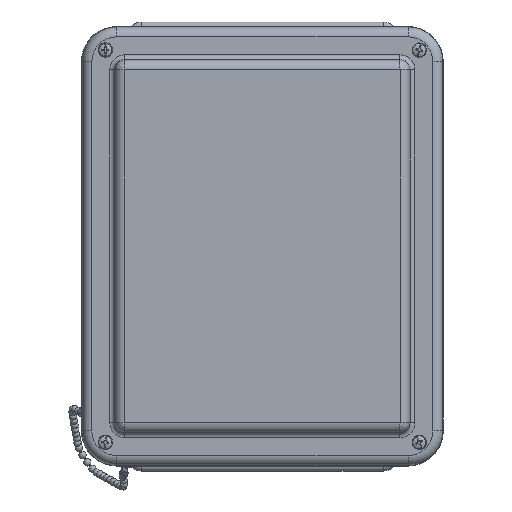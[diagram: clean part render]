
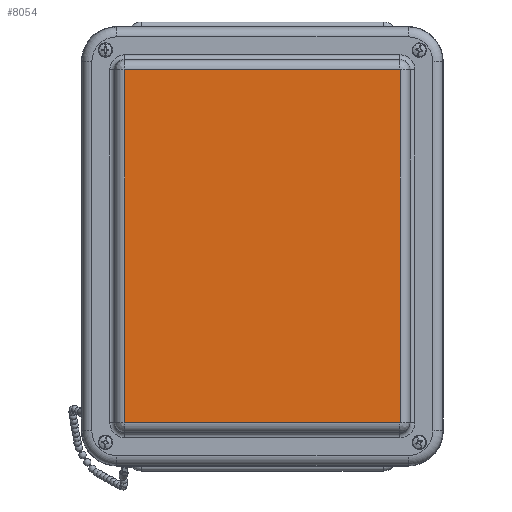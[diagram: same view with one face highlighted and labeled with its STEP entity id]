
A CAD part, top view. The second image highlights one B-rep face of the part: STEP entity #8054.
In plain terms, the highlighted planar face has unit normal (0, 0, 1).
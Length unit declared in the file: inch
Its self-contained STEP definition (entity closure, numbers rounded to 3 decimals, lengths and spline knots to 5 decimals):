
#656=LINE($,#15002,#1020);
#659=LINE($,#15009,#1023);
#660=LINE($,#15042,#1024);
#663=LINE($,#15049,#1027);
#1020=VECTOR($,#10964,9.137);
#1023=VECTOR($,#10971,7.125);
#1024=VECTOR($,#10988,7.125);
#1027=VECTOR($,#10995,9.137);
#1242=PLANE($,#9002);
#2056=FACE_OUTER_BOUND($,#2681,.T.);
#2681=EDGE_LOOP($,(#6681,#6682,#6683,#6684,#6685,#6686,#6687,#6688));
#3395=CIRCLE($,#8977,0.00433);
#3401=CIRCLE($,#8985,0.00433);
#3405=CIRCLE($,#8989,0.00433);
#3409=CIRCLE($,#8995,0.00433);
#4041=VERTEX_POINT($,#14991);
#4042=VERTEX_POINT($,#14993);
#4045=VERTEX_POINT($,#15000);
#4046=VERTEX_POINT($,#15005);
#4049=VERTEX_POINT($,#15020);
#4050=VERTEX_POINT($,#15033);
#4053=VERTEX_POINT($,#15040);
#4054=VERTEX_POINT($,#15045);
#4988=EDGE_CURVE($,#4041,#4042,#3395,.T.);
#4992=EDGE_CURVE($,#4045,#4041,#656,.T.);
#4996=EDGE_CURVE($,#4042,#4046,#659,.T.);
#4998=EDGE_CURVE($,#4049,#4045,#3401,.T.);
#5002=EDGE_CURVE($,#4046,#4050,#3405,.T.);
#5004=EDGE_CURVE($,#4053,#4049,#660,.T.);
#5008=EDGE_CURVE($,#4050,#4054,#663,.T.);
#5010=EDGE_CURVE($,#4054,#4053,#3409,.T.);
#6681=ORIENTED_EDGE($,*,*,#4988,.F.);
#6682=ORIENTED_EDGE($,*,*,#4992,.F.);
#6683=ORIENTED_EDGE($,*,*,#4998,.F.);
#6684=ORIENTED_EDGE($,*,*,#5004,.F.);
#6685=ORIENTED_EDGE($,*,*,#5010,.F.);
#6686=ORIENTED_EDGE($,*,*,#5008,.F.);
#6687=ORIENTED_EDGE($,*,*,#5002,.F.);
#6688=ORIENTED_EDGE($,*,*,#4996,.F.);
#8054=ADVANCED_FACE($,(#2056),#1242,.T.);
#8977=AXIS2_PLACEMENT_3D($,#14994,#10954,#10955);
#8985=AXIS2_PLACEMENT_3D($,#15022,#10974,#10975);
#8989=AXIS2_PLACEMENT_3D($,#15037,#10982,#10983);
#8995=AXIS2_PLACEMENT_3D($,#15060,#10998,#10999);
#9002=AXIS2_PLACEMENT_3D($,#15079,#11019,#11020);
#10954=DIRECTION('center_axis',(0.,0.,-1.));
#10955=DIRECTION('ref_axis',(0.707,-0.707,0.));
#10964=DIRECTION($,(0.,-1.,0.));
#10971=DIRECTION($,(-1.,0.,0.));
#10974=DIRECTION('center_axis',(0.,0.,-1.));
#10975=DIRECTION('ref_axis',(0.707,0.707,0.));
#10982=DIRECTION('center_axis',(0.,0.,-1.));
#10983=DIRECTION('ref_axis',(-0.707,-0.707,0.));
#10988=DIRECTION($,(1.,0.,0.));
#10995=DIRECTION($,(0.,1.,0.));
#10998=DIRECTION('center_axis',(0.,0.,-1.));
#10999=DIRECTION('ref_axis',(-0.707,0.707,0.));
#11019=DIRECTION('center_axis',(0.,0.,1.));
#11020=DIRECTION('ref_axis',(1.,0.,0.));
#14991=CARTESIAN_POINT('',(3.56683,-4.5685,1.5943));
#14993=CARTESIAN_POINT('',(3.5625,-4.57283,1.5943));
#14994=CARTESIAN_POINT('Origin',(3.5625,-4.5685,1.5943));
#15000=CARTESIAN_POINT('',(3.56683,4.5685,1.5943));
#15002=CARTESIAN_POINT($,(3.56683,4.5685,1.5943));
#15005=CARTESIAN_POINT('',(-3.5625,-4.57283,1.5943));
#15009=CARTESIAN_POINT($,(3.5625,-4.57283,1.5943));
#15020=CARTESIAN_POINT('',(3.5625,4.57283,1.5943));
#15022=CARTESIAN_POINT('Origin',(3.5625,4.5685,1.5943));
#15033=CARTESIAN_POINT('',(-3.56683,-4.5685,1.5943));
#15037=CARTESIAN_POINT('Origin',(-3.5625,-4.5685,1.5943));
#15040=CARTESIAN_POINT('',(-3.5625,4.57283,1.5943));
#15042=CARTESIAN_POINT($,(-3.5625,4.57283,1.5943));
#15045=CARTESIAN_POINT('',(-3.56683,4.5685,1.5943));
#15049=CARTESIAN_POINT($,(-3.56683,-4.5685,1.5943));
#15060=CARTESIAN_POINT('Origin',(-3.5625,4.5685,1.5943));
#15079=CARTESIAN_POINT('Origin',(0.,0.,1.5943));
